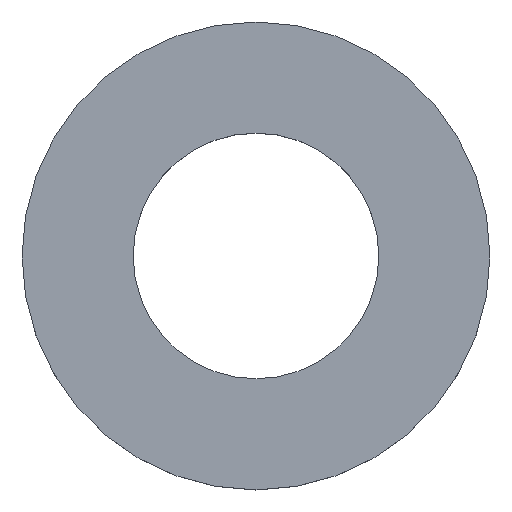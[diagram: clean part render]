
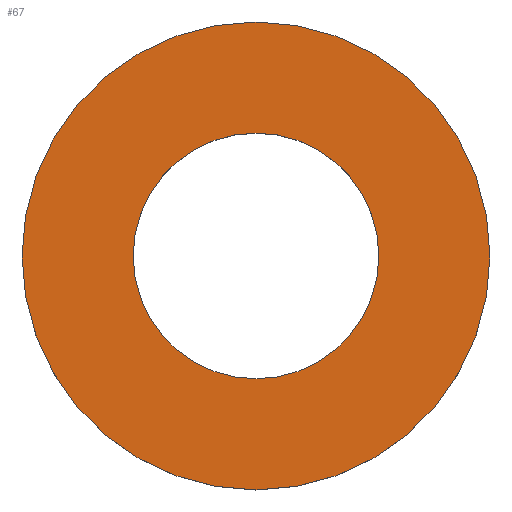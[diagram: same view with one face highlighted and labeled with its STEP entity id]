
A CAD part, top view. The second image highlights one B-rep face of the part: STEP entity #67.
In plain terms, the highlighted planar face has unit normal (0, 0, 1).
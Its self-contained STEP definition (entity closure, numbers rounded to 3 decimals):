
#19=FACE_BOUND('',#30,.T.);
#21=PLANE('',#90);
#25=FACE_OUTER_BOUND('',#29,.T.);
#29=EDGE_LOOP('',(#59));
#30=EDGE_LOOP('',(#60));
#37=CIRCLE('',#85,4.2);
#40=CIRCLE('',#89,8.);
#41=VERTEX_POINT('',#120);
#44=VERTEX_POINT('',#128);
#45=EDGE_CURVE('',#41,#41,#37,.T.);
#50=EDGE_CURVE('',#44,#44,#40,.T.);
#59=ORIENTED_EDGE('',*,*,#50,.T.);
#60=ORIENTED_EDGE('',*,*,#45,.F.);
#67=ADVANCED_FACE('',(#25,#19),#21,.T.);
#85=AXIS2_PLACEMENT_3D('',#121,#99,#100);
#89=AXIS2_PLACEMENT_3D('',#130,#109,#110);
#90=AXIS2_PLACEMENT_3D('',#131,#111,#112);
#99=DIRECTION('center_axis',(0.,0.,1.));
#100=DIRECTION('ref_axis',(-1.,0.,0.));
#109=DIRECTION('center_axis',(0.,0.,1.));
#110=DIRECTION('ref_axis',(-1.,0.,0.));
#111=DIRECTION('center_axis',(0.,0.,1.));
#112=DIRECTION('ref_axis',(1.,0.,0.));
#120=CARTESIAN_POINT('',(4.2,0.,1.5));
#121=CARTESIAN_POINT('Origin',(0.,0.,1.5));
#128=CARTESIAN_POINT('',(8.,0.,1.5));
#130=CARTESIAN_POINT('Origin',(0.,0.,1.5));
#131=CARTESIAN_POINT('Origin',(0.,0.,1.5));
